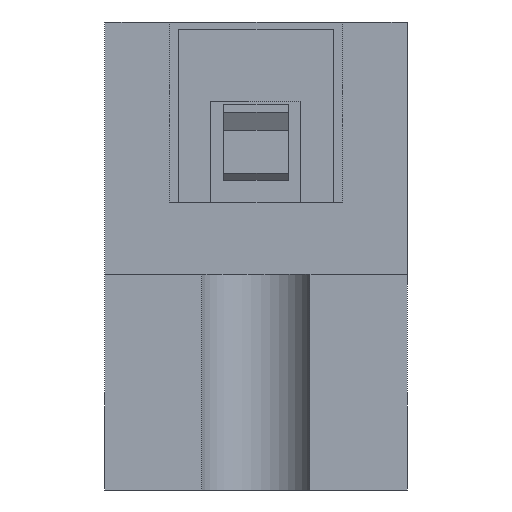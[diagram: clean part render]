
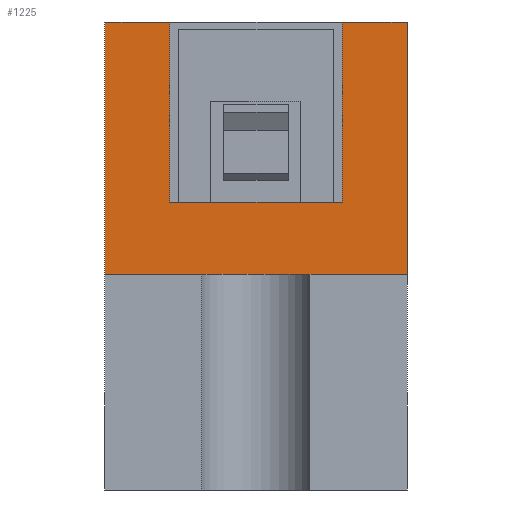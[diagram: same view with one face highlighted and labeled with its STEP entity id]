
A CAD part, left-side view. The second image highlights one B-rep face of the part: STEP entity #1225.
In plain terms, the highlighted planar face has unit normal (-1, 0, 0).
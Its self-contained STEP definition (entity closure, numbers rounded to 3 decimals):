
#1225 = ADVANCED_FACE( '', ( #2516 ), #2517, .T. );
#2516 = FACE_OUTER_BOUND( '', #3901, .T. );
#2517 = PLANE( '', #3902 );
#3901 = EDGE_LOOP( '', ( #7030, #7031, #7032, #7033, #7034, #7035, #7036, #7037 ) );
#3902 = AXIS2_PLACEMENT_3D( '', #7038, #7039, #7040 );
#7030 = ORIENTED_EDGE( '', *, *, #8897, .F. );
#7031 = ORIENTED_EDGE( '', *, *, #10121, .T. );
#7032 = ORIENTED_EDGE( '', *, *, #9147, .T. );
#7033 = ORIENTED_EDGE( '', *, *, #9689, .T. );
#7034 = ORIENTED_EDGE( '', *, *, #10122, .F. );
#7035 = ORIENTED_EDGE( '', *, *, #9979, .T. );
#7036 = ORIENTED_EDGE( '', *, *, #9197, .T. );
#7037 = ORIENTED_EDGE( '', *, *, #9687, .T. );
#7038 = CARTESIAN_POINT( '', ( -17.85, -4.2, -5. ) );
#7039 = DIRECTION( '', ( -1., 0., 0. ) );
#7040 = DIRECTION( '', ( 0., 0., 1. ) );
#8897 = EDGE_CURVE( '', #10722, #10724, #10725, .T. );
#9147 = EDGE_CURVE( '', #11164, #11162, #11165, .T. );
#9197 = EDGE_CURVE( '', #11252, #11250, #11253, .T. );
#9687 = EDGE_CURVE( '', #11250, #10724, #12032, .T. );
#9689 = EDGE_CURVE( '', #11162, #12033, #12035, .T. );
#9979 = EDGE_CURVE( '', #12463, #11252, #12464, .T. );
#10121 = EDGE_CURVE( '', #10722, #11164, #12651, .T. );
#10122 = EDGE_CURVE( '', #12463, #12033, #12652, .T. );
#10722 = VERTEX_POINT( '', #13403 );
#10724 = VERTEX_POINT( '', #13406 );
#10725 = LINE( '', #13407, #13408 );
#11162 = VERTEX_POINT( '', #14041 );
#11164 = VERTEX_POINT( '', #14044 );
#11165 = LINE( '', #14045, #14046 );
#11250 = VERTEX_POINT( '', #14171 );
#11252 = VERTEX_POINT( '', #14174 );
#11253 = LINE( '', #14175, #14176 );
#12032 = LINE( '', #15329, #15330 );
#12033 = VERTEX_POINT( '', #15331 );
#12035 = LINE( '', #15334, #15335 );
#12463 = VERTEX_POINT( '', #15995 );
#12464 = LINE( '', #15996, #15997 );
#12651 = LINE( '', #16264, #16265 );
#12652 = LINE( '', #16266, #16267 );
#13403 = CARTESIAN_POINT( '', ( -17.85, 4.2, -2. ) );
#13406 = CARTESIAN_POINT( '', ( -17.85, 4.2, 5. ) );
#13407 = CARTESIAN_POINT( '', ( -17.85, 4.2, -5. ) );
#13408 = VECTOR( '', #16964, 1000. );
#14041 = CARTESIAN_POINT( '', ( -17.85, -4.2, 5. ) );
#14044 = CARTESIAN_POINT( '', ( -17.85, -4.2, -2. ) );
#14045 = CARTESIAN_POINT( '', ( -17.85, -4.2, -5. ) );
#14046 = VECTOR( '', #17186, 1000. );
#14171 = CARTESIAN_POINT( '', ( -17.85, 2.4, 5. ) );
#14174 = CARTESIAN_POINT( '', ( -17.85, 2.4, 0. ) );
#14175 = CARTESIAN_POINT( '', ( -17.85, 2.4, 0. ) );
#14176 = VECTOR( '', #17228, 1000. );
#15329 = CARTESIAN_POINT( '', ( -17.85, -4.2, 5. ) );
#15330 = VECTOR( '', #17663, 1000. );
#15331 = CARTESIAN_POINT( '', ( -17.85, -2.4, 5. ) );
#15334 = CARTESIAN_POINT( '', ( -17.85, -4.2, 5. ) );
#15335 = VECTOR( '', #17665, 1000. );
#15995 = CARTESIAN_POINT( '', ( -17.85, -2.4, 0. ) );
#15996 = CARTESIAN_POINT( '', ( -17.85, -2.4, 0. ) );
#15997 = VECTOR( '', #17922, 1000. );
#16264 = CARTESIAN_POINT( '', ( -17.85, 4.2, -2. ) );
#16265 = VECTOR( '', #18039, 1000. );
#16266 = CARTESIAN_POINT( '', ( -17.85, -2.4, 0. ) );
#16267 = VECTOR( '', #18040, 1000. );
#16964 = DIRECTION( '', ( 0., 0., 1. ) );
#17186 = DIRECTION( '', ( 0., 0., 1. ) );
#17228 = DIRECTION( '', ( 0., 0., 1. ) );
#17663 = DIRECTION( '', ( 0., 1., 0. ) );
#17665 = DIRECTION( '', ( 0., 1., 0. ) );
#17922 = DIRECTION( '', ( 0., 1., 0. ) );
#18039 = DIRECTION( '', ( 0., -1., 0. ) );
#18040 = DIRECTION( '', ( 0., 0., 1. ) );
